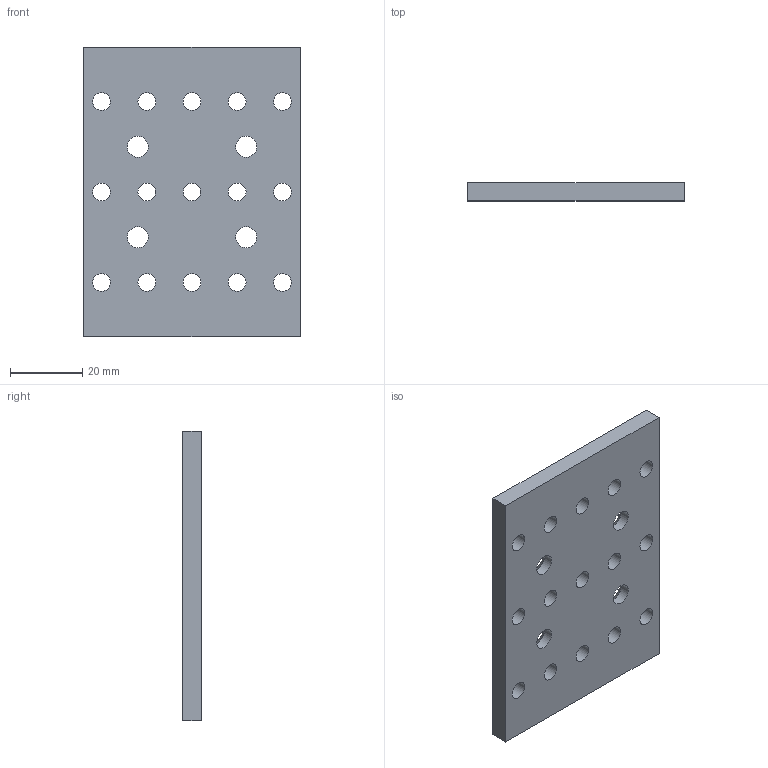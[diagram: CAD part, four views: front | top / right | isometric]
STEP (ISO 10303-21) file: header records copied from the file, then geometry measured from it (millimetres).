
FILE_DESCRIPTION(/* description */ (''),/* implementation_level */ '2;1');
FILE_NAME(/* name */ 'CO-MEC-GSE-0046-01 (A).stp',/* time_stamp */ '2022-11-18T10:59:20+01:00',/* author */ ('exolab-5mv6l'),/* organization */ ('EXOTRAIL'),/* preprocessor_version */ 'ST-DEVELOPER v18.1',/* originating_system */ 'Autodesk Inventor 2022',/* authorisation */ '');
FILE_SCHEMA (('AUTOMOTIVE_DESIGN { 1 0 10303 214 3 1 1 }'));
Length unit declared in the file: millimetre
Products named in the file (1): CO-MEC-GSE-0046-01 (Translation stage adaptor)
Bounding box: 60 x 5 x 80 mm (x, y, z)
Volume: 21803.7 mm3; surface area: 11671.3 mm2
Topology: 1 solids, 1 shells, 29 faces, 77 edges, 50 vertices
Faces by surface type: cylinder 19, plane 6, cone 4
Full cylindrical faces by diameter (mm): 4.917 x15, 5.8 x4
Entity records: 1040 total; most frequent: DIRECTION 179, CARTESIAN_POINT 157, ORIENTED_EDGE 154, EDGE_CURVE 77, AXIS2_PLACEMENT_3D 72, EDGE_LOOP 67, VERTEX_POINT 50, CIRCLE 42
